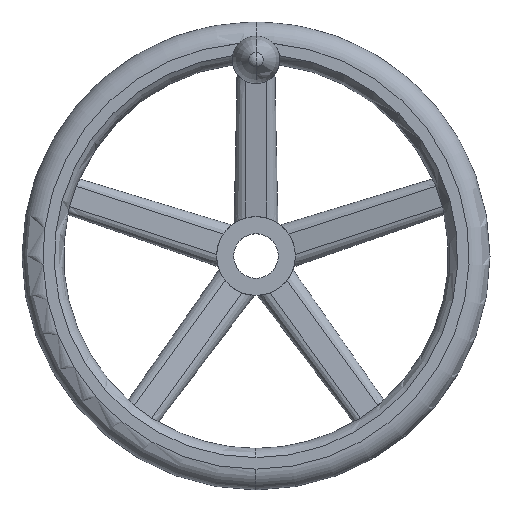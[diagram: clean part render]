
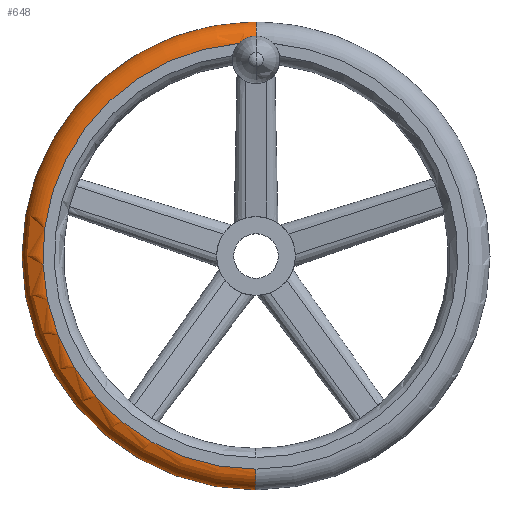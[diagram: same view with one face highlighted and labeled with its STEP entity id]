
A CAD part, top view. The second image highlights one B-rep face of the part: STEP entity #648.
In plain terms, the highlighted toroidal (fillet/blend) face has major radius 143.5 mm and minor radius 14 mm.
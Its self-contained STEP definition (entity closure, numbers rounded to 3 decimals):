
#392=EDGE_CURVE('',#748,#858,#1036,.T.);
#630=EDGE_CURVE('',#858,#932,#1299,.T.);
#648=ADVANCED_FACE('',(#1319),#1320,.T.);
#652=EDGE_CURVE('',#948,#932,#1325,.T.);
#748=VERTEX_POINT('',#1426);
#750=VERTEX_POINT('',#1428);
#800=EDGE_CURVE('',#948,#750,#1486,.T.);
#858=VERTEX_POINT('',#1556);
#888=EDGE_CURVE('',#748,#750,#1588,.T.);
#932=VERTEX_POINT('',#1636);
#948=VERTEX_POINT('',#1653);
#1036=CIRCLE('',#1817,143.5);
#1299=CIRCLE('',#2547,143.5);
#1319=FACE_OUTER_BOUND('',#2570,.T.);
#1320=TOROIDAL_SURFACE('',#2571,143.5,14.0);
#1325=CIRCLE('',#2577,14.0);
#1426=CARTESIAN_POINT('',(0.,-143.5,56.0));
#1428=CARTESIAN_POINT('',(0.,-157.5,42.0));
#1486=CIRCLE('',#3172,157.5);
#1556=CARTESIAN_POINT('',(-11.589,143.031,56.));
#1588=CIRCLE('',#3487,14.0);
#1636=CARTESIAN_POINT('',(0.,143.5,56.0));
#1653=CARTESIAN_POINT('',(0.,157.5,42.0));
#1817=AXIS2_PLACEMENT_3D('',#3721,#3722,#3723);
#2547=AXIS2_PLACEMENT_3D('',#4007,#4008,#4009);
#2570=EDGE_LOOP('',(#4032,#4033,#4034,#4035,#4036));
#2571=AXIS2_PLACEMENT_3D('',#4037,#4038,#4039);
#2577=AXIS2_PLACEMENT_3D('',#4047,#4048,#4049);
#3172=AXIS2_PLACEMENT_3D('',#4212,#4213,#4214);
#3487=AXIS2_PLACEMENT_3D('',#4377,#4378,#4379);
#3721=CARTESIAN_POINT('',(0.,0.,56.0));
#3722=DIRECTION('',(0.,0.,-1.0));
#3723=DIRECTION('',(0.,1.0,0.));
#4007=CARTESIAN_POINT('',(0.,0.,56.0));
#4008=DIRECTION('',(0.,0.,-1.0));
#4009=DIRECTION('',(0.,1.0,0.));
#4032=ORIENTED_EDGE('',*,*,#800,.T.);
#4033=ORIENTED_EDGE('',*,*,#888,.F.);
#4034=ORIENTED_EDGE('',*,*,#392,.T.);
#4035=ORIENTED_EDGE('',*,*,#630,.T.);
#4036=ORIENTED_EDGE('',*,*,#652,.F.);
#4037=CARTESIAN_POINT('',(0.,0.,42.0));
#4038=DIRECTION('',(0.,0.,1.0));
#4039=DIRECTION('',(0.,1.0,0.0));
#4047=CARTESIAN_POINT('',(0.,143.5,42.0));
#4048=DIRECTION('',(1.0,0.,0.));
#4049=DIRECTION('',(0.,1.0,0.));
#4212=CARTESIAN_POINT('',(0.,0.,42.0));
#4213=DIRECTION('',(0.,0.,1.0));
#4214=DIRECTION('',(1.0,0.0,0.));
#4377=CARTESIAN_POINT('',(0.,-143.5,42.0));
#4378=DIRECTION('',(1.0,0.,0.));
#4379=DIRECTION('',(0.,-1.0,0.));
